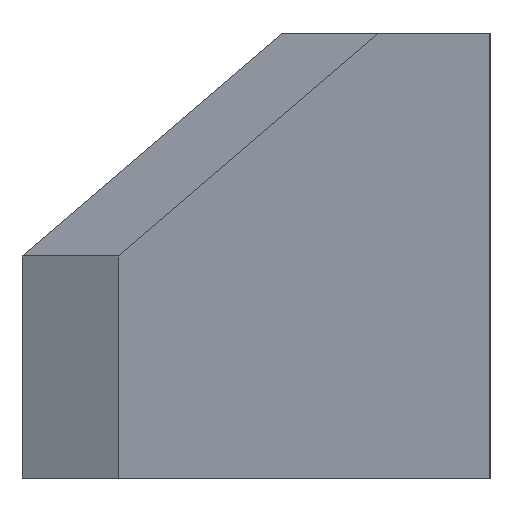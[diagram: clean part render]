
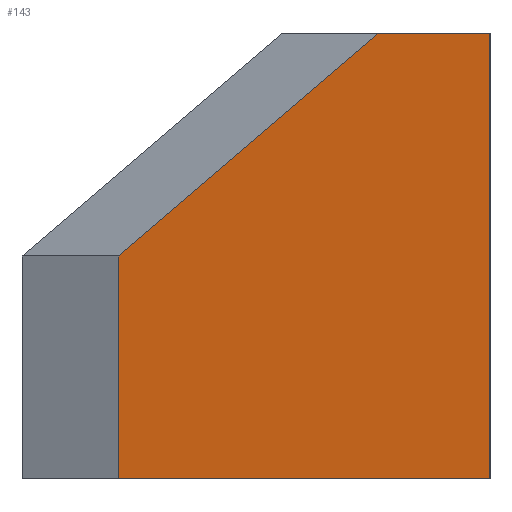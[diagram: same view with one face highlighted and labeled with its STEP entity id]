
A CAD part, left-side view. The second image highlights one B-rep face of the part: STEP entity #143.
In plain terms, the highlighted planar face has unit normal (-0.5, -0.866, 0).
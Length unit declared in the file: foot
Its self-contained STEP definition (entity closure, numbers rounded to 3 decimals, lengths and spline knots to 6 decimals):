
#23=FACE_OUTER_BOUND('',#31,.T.);
#31=EDGE_LOOP('',(#113,#114,#115,#116,#117));
#35=LINE('',#215,#52);
#42=LINE('',#229,#59);
#47=LINE('',#239,#64);
#48=LINE('',#241,#65);
#49=LINE('',#242,#66);
#52=VECTOR('',#177,0.032808);
#59=VECTOR('',#188,0.032808);
#64=VECTOR('',#195,0.032808);
#65=VECTOR('',#198,0.032808);
#66=VECTOR('',#199,0.032808);
#69=VERTEX_POINT('',#213);
#70=VERTEX_POINT('',#214);
#75=VERTEX_POINT('',#228);
#77=VERTEX_POINT('',#233);
#79=VERTEX_POINT('',#237);
#80=EDGE_CURVE('',#69,#70,#35,.T.);
#87=EDGE_CURVE('',#75,#69,#42,.T.);
#92=EDGE_CURVE('',#77,#79,#47,.T.);
#93=EDGE_CURVE('',#77,#75,#48,.T.);
#94=EDGE_CURVE('',#70,#79,#49,.T.);
#113=ORIENTED_EDGE('',*,*,#93,.F.);
#114=ORIENTED_EDGE('',*,*,#92,.T.);
#115=ORIENTED_EDGE('',*,*,#94,.F.);
#116=ORIENTED_EDGE('',*,*,#80,.F.);
#117=ORIENTED_EDGE('',*,*,#87,.F.);
#135=PLANE('',#166);
#143=ADVANCED_FACE('',(#23),#135,.T.);
#166=AXIS2_PLACEMENT_3D('',#240,#196,#197);
#177=DIRECTION('',(0.796,-0.46,0.394));
#188=DIRECTION('',(0.,0.,1.));
#195=DIRECTION('',(0.,0.,1.));
#196=DIRECTION('center_axis',(-0.5,-0.866,0.));
#197=DIRECTION('ref_axis',(0.866,-0.5,0.));
#198=DIRECTION('',(-0.866,0.5,0.));
#199=DIRECTION('',(0.866,-0.5,0.));
#213=CARTESIAN_POINT('',(-4.330127,6.5,1.5));
#214=CARTESIAN_POINT('',(-1.299038,4.75,3.));
#215=CARTESIAN_POINT('',(-4.330127,6.5,1.5));
#228=CARTESIAN_POINT('',(-4.330127,6.5,0.));
#229=CARTESIAN_POINT('',(-4.330127,6.5,1.5));
#233=CARTESIAN_POINT('',(0.,4.,0.));
#237=CARTESIAN_POINT('',(0.,4.,3.));
#239=CARTESIAN_POINT('',(0.,4.,0.));
#240=CARTESIAN_POINT('Origin',(-1.732051,5.,0.));
#241=CARTESIAN_POINT('',(-1.299038,4.75,0.));
#242=CARTESIAN_POINT('',(0.,4.,3.));
